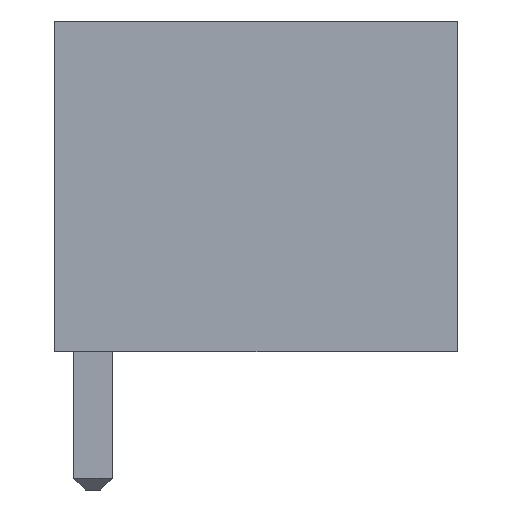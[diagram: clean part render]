
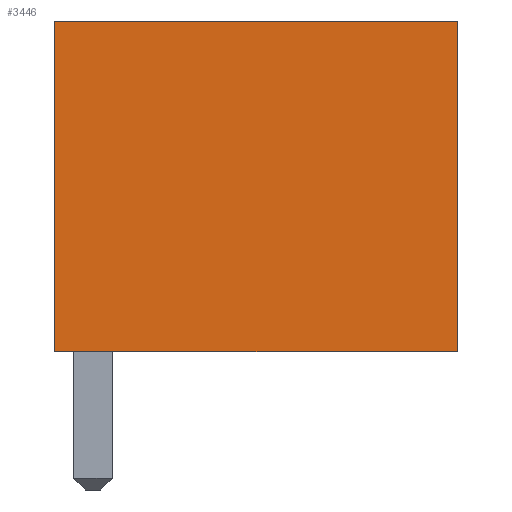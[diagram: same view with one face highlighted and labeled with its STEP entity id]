
A CAD part, left-side view. The second image highlights one B-rep face of the part: STEP entity #3446.
In plain terms, the highlighted planar face has unit normal (-1, 0, 0).
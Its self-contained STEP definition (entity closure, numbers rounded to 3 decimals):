
#47 = CARTESIAN_POINT ( 'NONE',  ( -9.9, 10.5, 0. ) ) ;
#134 = EDGE_LOOP ( 'NONE', ( #1462, #3359, #335, #2089 ) ) ;
#335 = ORIENTED_EDGE ( 'NONE', *, *, #891, .F. ) ;
#536 = LINE ( 'NONE', #1809, #1476 ) ;
#557 = LINE ( 'NONE', #801, #1387 ) ;
#703 = VERTEX_POINT ( 'NONE', #47 ) ;
#744 = DIRECTION ( 'NONE',  ( 1., 0., 0. ) ) ;
#801 = CARTESIAN_POINT ( 'NONE',  ( -9.9, 0., 0. ) ) ;
#812 = VERTEX_POINT ( 'NONE', #2229 ) ;
#891 = EDGE_CURVE ( 'NONE', #812, #2210, #2022, .T. ) ;
#1153 = AXIS2_PLACEMENT_3D ( 'NONE', #2878, #744, #1489 ) ;
#1191 = FACE_OUTER_BOUND ( 'NONE', #134, .T. ) ;
#1337 = DIRECTION ( 'NONE',  ( 0., 0., -1. ) ) ;
#1387 = VECTOR ( 'NONE', #1823, 1000. ) ;
#1414 = VERTEX_POINT ( 'NONE', #1420 ) ;
#1420 = CARTESIAN_POINT ( 'NONE',  ( -9.9, 0., 0. ) ) ;
#1462 = ORIENTED_EDGE ( 'NONE', *, *, #3484, .T. ) ;
#1476 = VECTOR ( 'NONE', #1337, 1000. ) ;
#1489 = DIRECTION ( 'NONE',  ( 0., 0., -1. ) ) ;
#1620 = CARTESIAN_POINT ( 'NONE',  ( -9.9, 10.5, 8.6 ) ) ;
#1648 = EDGE_CURVE ( 'NONE', #812, #703, #2391, .T. ) ;
#1789 = VECTOR ( 'NONE', #2425, 1000. ) ;
#1809 = CARTESIAN_POINT ( 'NONE',  ( -9.9, 0., 8.6 ) ) ;
#1823 = DIRECTION ( 'NONE',  ( 0., -1., 0. ) ) ;
#1974 = CARTESIAN_POINT ( 'NONE',  ( -9.9, 0., 8.6 ) ) ;
#2022 = LINE ( 'NONE', #1974, #3150 ) ;
#2089 = ORIENTED_EDGE ( 'NONE', *, *, #1648, .T. ) ;
#2210 = VERTEX_POINT ( 'NONE', #3450 ) ;
#2229 = CARTESIAN_POINT ( 'NONE',  ( -9.9, 10.5, 8.6 ) ) ;
#2391 = LINE ( 'NONE', #1620, #1789 ) ;
#2425 = DIRECTION ( 'NONE',  ( 0., 0., -1. ) ) ;
#2827 = EDGE_CURVE ( 'NONE', #2210, #1414, #536, .T. ) ;
#2878 = CARTESIAN_POINT ( 'NONE',  ( -9.9, 0., 8.6 ) ) ;
#3058 = DIRECTION ( 'NONE',  ( 0., -1., 0. ) ) ;
#3121 = PLANE ( 'NONE',  #1153 ) ;
#3150 = VECTOR ( 'NONE', #3058, 1000. ) ;
#3359 = ORIENTED_EDGE ( 'NONE', *, *, #2827, .F. ) ;
#3446 = ADVANCED_FACE ( 'NONE', ( #1191 ), #3121, .F. ) ;
#3450 = CARTESIAN_POINT ( 'NONE',  ( -9.9, 0., 8.6 ) ) ;
#3484 = EDGE_CURVE ( 'NONE', #703, #1414, #557, .T. ) ;
